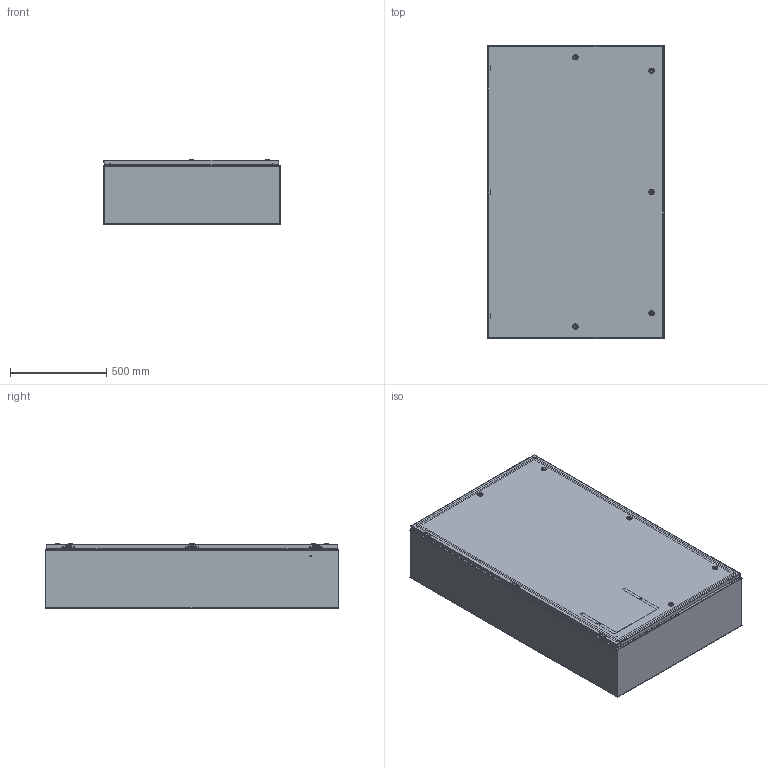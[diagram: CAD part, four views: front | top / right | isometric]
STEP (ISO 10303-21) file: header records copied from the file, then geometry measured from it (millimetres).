
FILE_DESCRIPTION (( 'STEP AP214' ), '1' );
FILE_NAME ('SCE-60EL3612LP.STEP', '2023-08-23T17:24:42', ( '' ), ( '' ), 'SwSTEP 2.0', 'SolidWorks 2021', '' );
FILE_SCHEMA (( 'AUTOMOTIVE_DESIGN' ));
Length unit declared in the file: inch
Products named in the file (1): SCE-60EL3612LP
Bounding box: 914.4 x 1524 x 336.66 mm (x, y, z)
Volume: 13208063.9 mm3; surface area: 12263202.3 mm2
Topology: 42 solids, 45 shells, 2312 faces, 5917 edges, 3748 vertices
Faces by surface type: plane 1156, cylinder 773, torus 133, bspline 133, cone 84, sphere 33
Full cylindrical faces by diameter (mm): 1.016 x3, 3.978 x3, 4.318 x9, 4.369 x6, 4.775 x4, 4.978 x12, 5.207 x6, 5.232 x6, 5.537 x3, 6.096 x6, 6.198 x6, 6.35 x6, 8.738 x3, 9.525 x6, 11.112 x4
Entity records: 81100 total; most frequent: CARTESIAN_POINT 25391, DIRECTION 11390, ORIENTED_EDGE 11358, EDGE_CURVE 5679, AXIS2_PLACEMENT_3D 4087, VERTEX_POINT 3683, LINE 3216, VECTOR 3216
